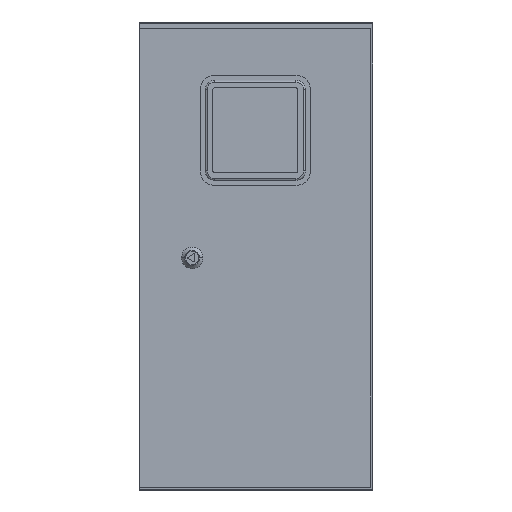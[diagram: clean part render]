
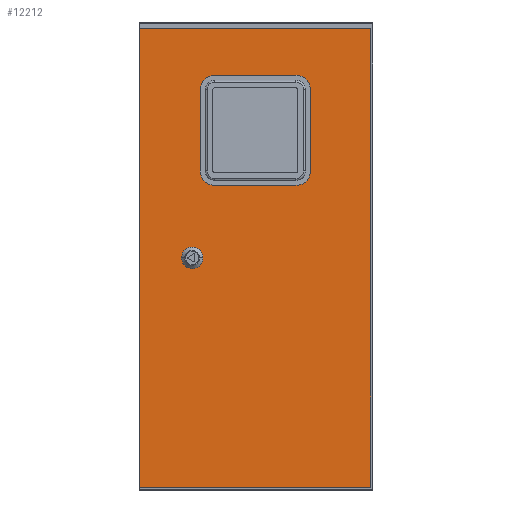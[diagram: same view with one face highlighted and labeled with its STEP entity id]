
A CAD part, top view. The second image highlights one B-rep face of the part: STEP entity #12212.
In plain terms, the highlighted planar face has unit normal (0, 0, 1).
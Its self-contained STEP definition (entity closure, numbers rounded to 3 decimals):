
#118 = DIRECTION ( 'NONE',  ( 0., -1., 0. ) ) ;
#201 = VECTOR ( 'NONE', #10097, 1000. ) ;
#258 = LINE ( 'NONE', #6017, #548 ) ;
#289 = DIRECTION ( 'NONE',  ( 1., 0., 0. ) ) ;
#306 = CARTESIAN_POINT ( 'NONE',  ( 123.5, 245., 0. ) ) ;
#319 = CARTESIAN_POINT ( 'NONE',  ( 46.75, 89.5, 0. ) ) ;
#329 = CARTESIAN_POINT ( 'NONE',  ( -123.5, -245., 0. ) ) ;
#548 = VECTOR ( 'NONE', #9916, 1000. ) ;
#666 = VERTEX_POINT ( 'NONE', #329 ) ;
#757 = LINE ( 'NONE', #2940, #8178 ) ;
#806 = VERTEX_POINT ( 'NONE', #2408 ) ;
#853 = ORIENTED_EDGE ( 'NONE', *, *, #6979, .F. ) ;
#1121 = DIRECTION ( 'NONE',  ( 1., 0., 0. ) ) ;
#1224 = VECTOR ( 'NONE', #3866, 1000. ) ;
#1251 = CARTESIAN_POINT ( 'NONE',  ( 46.75, 183., 0. ) ) ;
#1416 = AXIS2_PLACEMENT_3D ( 'NONE', #5117, #7180, #8102 ) ;
#1769 = CARTESIAN_POINT ( 'NONE',  ( -46.75, 89.5, 0. ) ) ;
#1855 = VERTEX_POINT ( 'NONE', #11119 ) ;
#1917 = EDGE_LOOP ( 'NONE', ( #2063, #4669, #10880, #7649 ) ) ;
#1947 = CARTESIAN_POINT ( 'NONE',  ( -123.5, 245., 0. ) ) ;
#2063 = ORIENTED_EDGE ( 'NONE', *, *, #10973, .F. ) ;
#2208 = CARTESIAN_POINT ( 'NONE',  ( -123.5, 245., 0. ) ) ;
#2255 = CARTESIAN_POINT ( 'NONE',  ( -79., 0., 0. ) ) ;
#2276 = ORIENTED_EDGE ( 'NONE', *, *, #8552, .T. ) ;
#2319 = CARTESIAN_POINT ( 'NONE',  ( -123.5, -245., 0. ) ) ;
#2408 = CARTESIAN_POINT ( 'NONE',  ( -46.75, 89.5, 0. ) ) ;
#2489 = VECTOR ( 'NONE', #8714, 1000. ) ;
#2589 = FACE_OUTER_BOUND ( 'NONE', #10619, .T. ) ;
#2657 = DIRECTION ( 'NONE',  ( 0., -1., 0. ) ) ;
#2772 = DIRECTION ( 'NONE',  ( 0., 0., 1. ) ) ;
#2824 = DIRECTION ( 'NONE',  ( 0., 1., 0. ) ) ;
#2940 = CARTESIAN_POINT ( 'NONE',  ( 123.5, 245., 0. ) ) ;
#3108 = CARTESIAN_POINT ( 'NONE',  ( -67.5, 0., 0. ) ) ;
#3210 = VERTEX_POINT ( 'NONE', #2208 ) ;
#3354 = AXIS2_PLACEMENT_3D ( 'NONE', #3681, #2772, #9529 ) ;
#3369 = VERTEX_POINT ( 'NONE', #2255 ) ;
#3496 = VECTOR ( 'NONE', #2657, 1000. ) ;
#3681 = CARTESIAN_POINT ( 'NONE',  ( -67.5, 0., 0. ) ) ;
#3789 = CIRCLE ( 'NONE', #5132, 11.5 ) ;
#3866 = DIRECTION ( 'NONE',  ( -1., 0., 0. ) ) ;
#4355 = VERTEX_POINT ( 'NONE', #306 ) ;
#4669 = ORIENTED_EDGE ( 'NONE', *, *, #11604, .F. ) ;
#4672 = LINE ( 'NONE', #11602, #5910 ) ;
#4853 = ORIENTED_EDGE ( 'NONE', *, *, #7934, .T. ) ;
#5117 = CARTESIAN_POINT ( 'NONE',  ( 0., 0., 0. ) ) ;
#5132 = AXIS2_PLACEMENT_3D ( 'NONE', #3108, #9874, #1121 ) ;
#5140 = FACE_BOUND ( 'NONE', #10443, .T. ) ;
#5162 = ORIENTED_EDGE ( 'NONE', *, *, #12238, .T. ) ;
#5606 = EDGE_CURVE ( 'NONE', #4355, #3210, #9738, .T. ) ;
#5766 = CARTESIAN_POINT ( 'NONE',  ( 123.5, -245., 0. ) ) ;
#5910 = VECTOR ( 'NONE', #118, 1000. ) ;
#6017 = CARTESIAN_POINT ( 'NONE',  ( 46.75, 89.5, 0. ) ) ;
#6226 = VERTEX_POINT ( 'NONE', #5766 ) ;
#6359 = CIRCLE ( 'NONE', #3354, 11.5 ) ;
#6876 = CARTESIAN_POINT ( 'NONE',  ( -46.75, 183., 0. ) ) ;
#6979 = EDGE_CURVE ( 'NONE', #3369, #1855, #3789, .T. ) ;
#7088 = PLANE ( 'NONE',  #1416 ) ;
#7180 = DIRECTION ( 'NONE',  ( 0., 0., 1. ) ) ;
#7290 = LINE ( 'NONE', #2319, #201 ) ;
#7649 = ORIENTED_EDGE ( 'NONE', *, *, #7950, .F. ) ;
#7716 = FACE_BOUND ( 'NONE', #1917, .T. ) ;
#7934 = EDGE_CURVE ( 'NONE', #3210, #666, #4672, .T. ) ;
#7950 = EDGE_CURVE ( 'NONE', #12274, #10355, #10900, .T. ) ;
#8102 = DIRECTION ( 'NONE',  ( 1., 0., 0. ) ) ;
#8178 = VECTOR ( 'NONE', #2824, 1000. ) ;
#8520 = LINE ( 'NONE', #9946, #10190 ) ;
#8552 = EDGE_CURVE ( 'NONE', #6226, #4355, #757, .T. ) ;
#8714 = DIRECTION ( 'NONE',  ( -1., 0., 0. ) ) ;
#8832 = CARTESIAN_POINT ( 'NONE',  ( 46.75, 183., 0. ) ) ;
#9232 = ORIENTED_EDGE ( 'NONE', *, *, #5606, .T. ) ;
#9252 = LINE ( 'NONE', #1769, #3496 ) ;
#9529 = DIRECTION ( 'NONE',  ( 1., 0., 0. ) ) ;
#9738 = LINE ( 'NONE', #1947, #2489 ) ;
#9874 = DIRECTION ( 'NONE',  ( 0., 0., 1. ) ) ;
#9916 = DIRECTION ( 'NONE',  ( 0., 1., 0. ) ) ;
#9946 = CARTESIAN_POINT ( 'NONE',  ( 46.75, 89.5, 0. ) ) ;
#10097 = DIRECTION ( 'NONE',  ( 1., 0., 0. ) ) ;
#10190 = VECTOR ( 'NONE', #289, 1000. ) ;
#10355 = VERTEX_POINT ( 'NONE', #6876 ) ;
#10443 = EDGE_LOOP ( 'NONE', ( #11685, #853 ) ) ;
#10488 = VERTEX_POINT ( 'NONE', #319 ) ;
#10619 = EDGE_LOOP ( 'NONE', ( #4853, #5162, #2276, #9232 ) ) ;
#10880 = ORIENTED_EDGE ( 'NONE', *, *, #11860, .F. ) ;
#10900 = LINE ( 'NONE', #8832, #1224 ) ;
#10973 = EDGE_CURVE ( 'NONE', #10488, #12274, #258, .T. ) ;
#11119 = CARTESIAN_POINT ( 'NONE',  ( -56., 0., 0. ) ) ;
#11602 = CARTESIAN_POINT ( 'NONE',  ( -123.5, 245., 0. ) ) ;
#11604 = EDGE_CURVE ( 'NONE', #806, #10488, #8520, .T. ) ;
#11685 = ORIENTED_EDGE ( 'NONE', *, *, #12018, .F. ) ;
#11860 = EDGE_CURVE ( 'NONE', #10355, #806, #9252, .T. ) ;
#12018 = EDGE_CURVE ( 'NONE', #1855, #3369, #6359, .T. ) ;
#12212 = ADVANCED_FACE ( 'NONE', ( #7716, #5140, #2589 ), #7088, .T. ) ;
#12238 = EDGE_CURVE ( 'NONE', #666, #6226, #7290, .T. ) ;
#12274 = VERTEX_POINT ( 'NONE', #1251 ) ;
